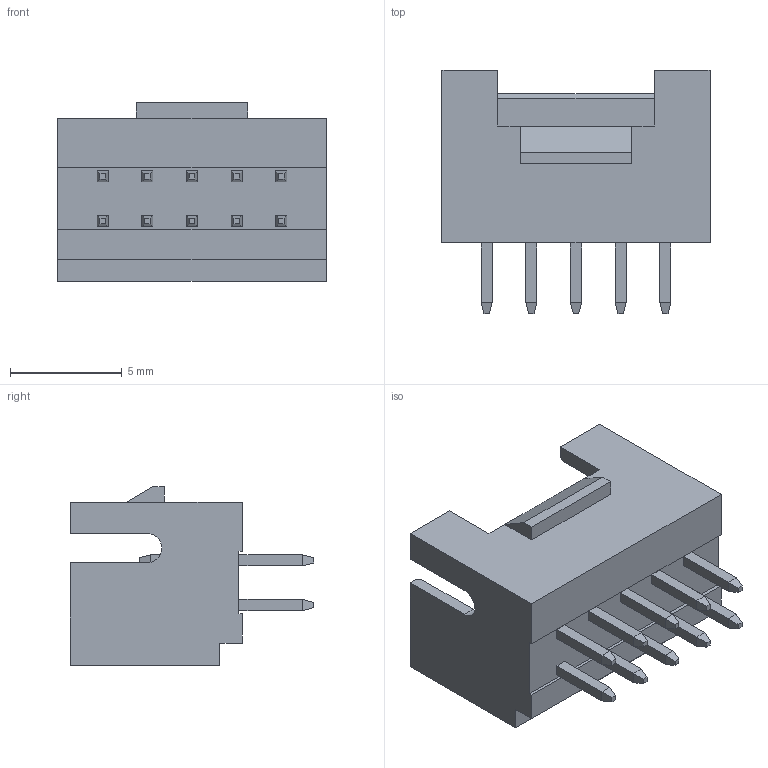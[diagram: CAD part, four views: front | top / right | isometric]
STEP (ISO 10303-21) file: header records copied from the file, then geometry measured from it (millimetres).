
FILE_DESCRIPTION((''),'2;1');
FILE_NAME('FWF20012-10P_ASM','2025-11-21T',('工程三'),(''),'PRO/ENGINEER BY PARAMETRIC TECHNOLOGY CORPORATION, 2010280','PRO/ENGINEER BY PARAMETRIC TECHNOLOGY CORPORATION, 2010280','');
FILE_SCHEMA(('CONFIG_CONTROL_DESIGN'));
Length unit declared in the file: millimetre
Products named in the file (1): FWF20012-10P_ASM
Bounding box: 12 x 10.9 x 8 mm (x, y, z)
Volume: 273.7 mm3; surface area: 732.2 mm2
Topology: 1 solids, 1 shells, 231 faces, 539 edges, 330 vertices
Faces by surface type: plane 229, cylinder 2
Entity records: 6371 total; most frequent: CARTESIAN_POINT 1100, ORIENTED_EDGE 1078, DIRECTION 1005, EDGE_CURVE 539, VECTOR 535, LINE 535, VERTEX_POINT 330, EDGE_LOOP 251
